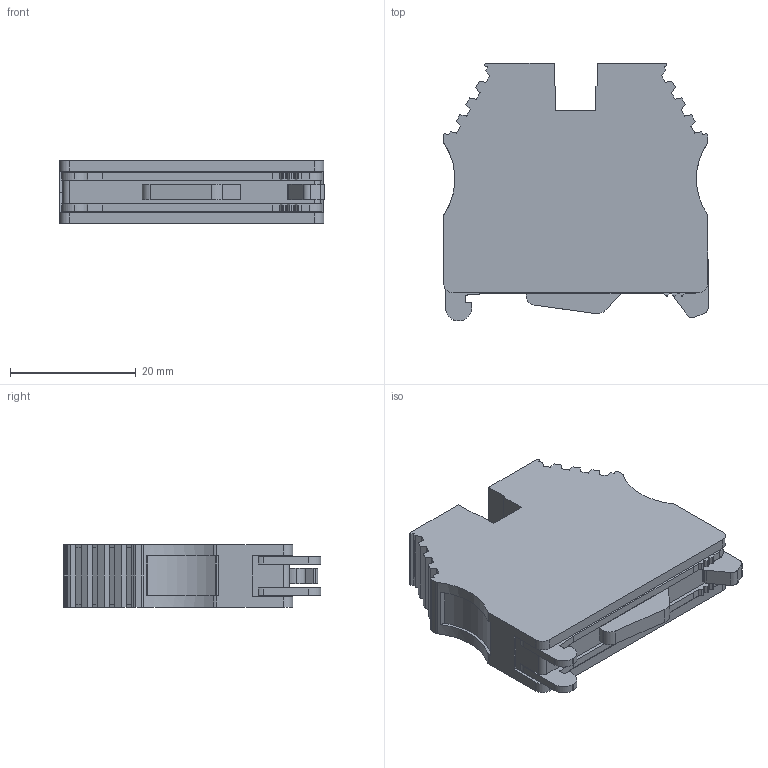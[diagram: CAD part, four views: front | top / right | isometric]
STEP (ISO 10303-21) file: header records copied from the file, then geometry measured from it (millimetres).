
FILE_DESCRIPTION (( 'STEP AP214' ), '1' );
FILE_NAME ('334470_AVK 10TK.STP', '2014-01-16T14:28:27', ( 'arge' ), ( 'Microsoft' ), 'SwSTEP 2.0', 'SolidWorks 2013', '' );
FILE_SCHEMA (( 'AUTOMOTIVE_DESIGN' ));
Length unit declared in the file: millimetre
Products named in the file (1): 334470_AVK 10TK
Bounding box: 42.1 x 40.96 x 10 mm (x, y, z)
Volume: 13426.8 mm3; surface area: 5117.2 mm2
Topology: 1 solids, 1 shells, 301 faces, 863 edges, 568 vertices
Faces by surface type: plane 198, cylinder 103
Entity records: 13156 total; most frequent: CARTESIAN_POINT 1733, ORIENTED_EDGE 1726, DIRECTION 1677, EDGE_CURVE 863, VECTOR 653, LINE 653, VERTEX_POINT 568, AXIS2_PLACEMENT_3D 512
